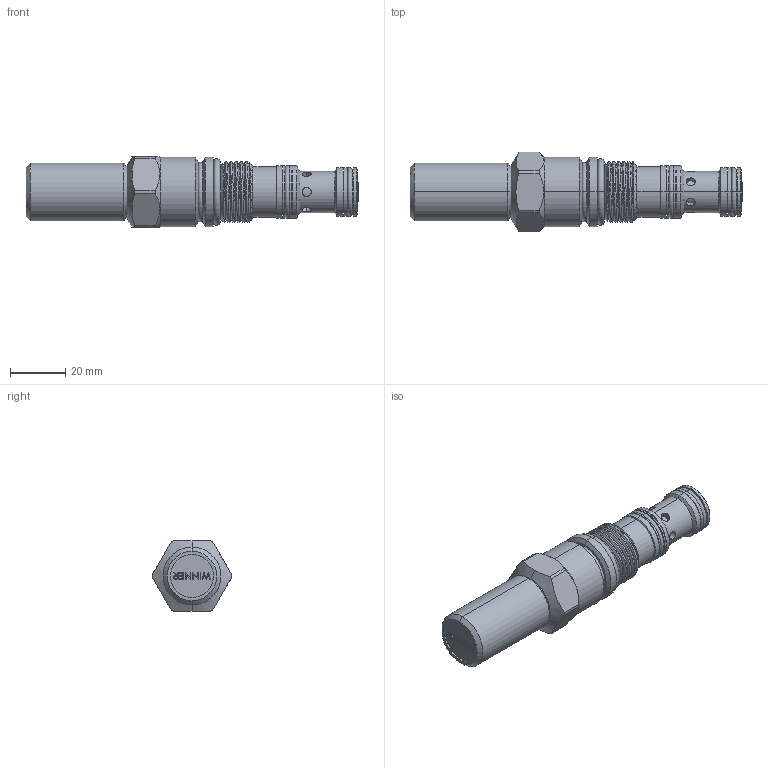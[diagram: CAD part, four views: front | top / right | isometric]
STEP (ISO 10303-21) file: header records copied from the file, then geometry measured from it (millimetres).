
FILE_DESCRIPTION (( 'STEP AP203' ), '1' );
FILE_NAME ('CA10WB3E-CB.STEP', '2021-03-11T05:47:38', ( '' ), ( '' ), 'SwSTEP 2.0', 'SolidWorks 2018', '' );
FILE_SCHEMA (( 'CONFIG_CONTROL_DESIGN' ));
Length unit declared in the file: millimetre
Products named in the file (1): CA10WB3E-CB
Bounding box: 120.4 x 28.8 x 25.4 mm (x, y, z)
Volume: 41720.4 mm3; surface area: 11489.9 mm2
Topology: 1 solids, 2 shells, 267 faces, 628 edges, 398 vertices
Faces by surface type: cylinder 105, plane 97, cone 36, torus 20, bspline 8, sphere 1
Entity records: 12358 total; most frequent: CARTESIAN_POINT 6232, ORIENTED_EDGE 1252, DIRECTION 1228, EDGE_CURVE 626, AXIS2_PLACEMENT_3D 453, VERTEX_POINT 397, LINE 322, VECTOR 322
